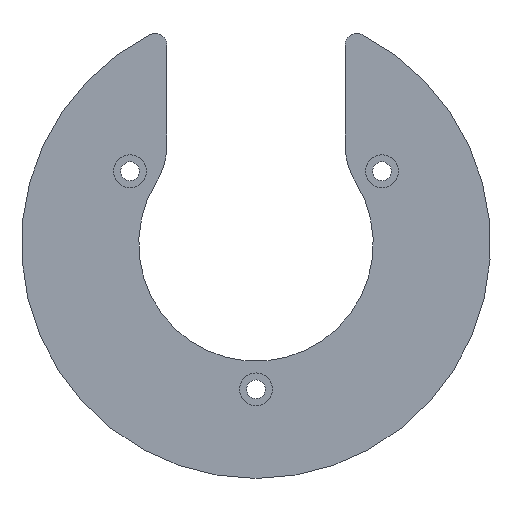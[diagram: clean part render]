
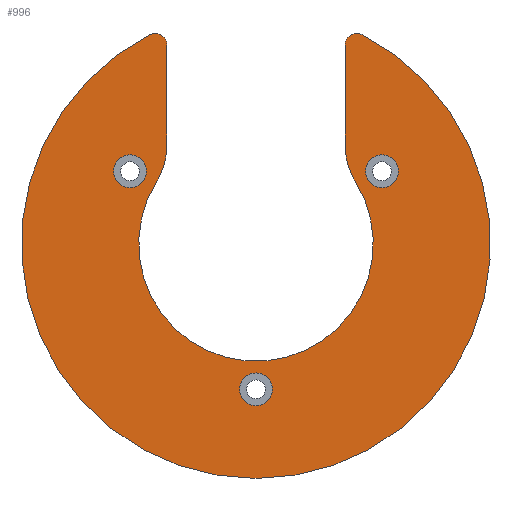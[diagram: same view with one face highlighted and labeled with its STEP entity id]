
A CAD part, front view. The second image highlights one B-rep face of the part: STEP entity #996.
In plain terms, the highlighted planar face has unit normal (0, -1, 0).
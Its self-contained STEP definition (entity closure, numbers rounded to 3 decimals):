
#3 = ORIENTED_EDGE ( 'NONE', *, *, #41, .T. ) ;
#6 = DIRECTION ( 'NONE',  ( 0., 0., 1. ) ) ;
#19 = CARTESIAN_POINT ( 'NONE',  ( -53.694, 0., 31. ) ) ;
#20 = CARTESIAN_POINT ( 'NONE',  ( -42.5, 0., 26.339 ) ) ;
#37 = DIRECTION ( 'NONE',  ( 0., 0., -1. ) ) ;
#41 = EDGE_CURVE ( 'NONE', #1042, #509, #207, .T. ) ;
#42 = AXIS2_PLACEMENT_3D ( 'NONE', #998, #190, #552 ) ;
#62 = VERTEX_POINT ( 'NONE', #286 ) ;
#70 = AXIS2_PLACEMENT_3D ( 'NONE', #944, #130, #496 ) ;
#88 = EDGE_CURVE ( 'NONE', #1011, #780, #955, .T. ) ;
#105 = DIRECTION ( 'NONE',  ( 0., -1., 0. ) ) ;
#106 = AXIS2_PLACEMENT_3D ( 'NONE', #922, #105, #469 ) ;
#117 = EDGE_LOOP ( 'NONE', ( #874, #1036, #3, #409, #1137, #202, #603, #966, #391 ) ) ;
#118 = DIRECTION ( 'NONE',  ( 0., 0., 1. ) ) ;
#120 = EDGE_CURVE ( 'NONE', #765, #355, #141, .T. ) ;
#130 = DIRECTION ( 'NONE',  ( 0., -1., 0. ) ) ;
#132 = EDGE_CURVE ( 'NONE', #509, #729, #771, .T. ) ;
#141 = CIRCLE ( 'NONE', #266, 7. ) ;
#157 = DIRECTION ( 'NONE',  ( 0., 0., 1. ) ) ;
#161 = EDGE_CURVE ( 'NONE', #62, #632, #467, .T. ) ;
#162 = DIRECTION ( 'NONE',  ( 0., 0., 1. ) ) ;
#169 = CIRCLE ( 'NONE', #681, 7. ) ;
#189 = AXIS2_PLACEMENT_3D ( 'NONE', #495, #857, #37 ) ;
#190 = DIRECTION ( 'NONE',  ( 0., 1., 0. ) ) ;
#195 = CARTESIAN_POINT ( 'NONE',  ( 45.263, 0., 89.17 ) ) ;
#202 = ORIENTED_EDGE ( 'NONE', *, *, #740, .T. ) ;
#207 = CIRCLE ( 'NONE', #42, 50. ) ;
#218 = CARTESIAN_POINT ( 'NONE',  ( 38., 0., 18.932 ) ) ;
#238 = DIRECTION ( 'NONE',  ( 0., 1., 0. ) ) ;
#239 = VERTEX_POINT ( 'NONE', #869 ) ;
#257 = CARTESIAN_POINT ( 'NONE',  ( -38., 0., 42.143 ) ) ;
#264 = DIRECTION ( 'NONE',  ( 0., 1., 0. ) ) ;
#266 = AXIS2_PLACEMENT_3D ( 'NONE', #291, #655, #1010 ) ;
#267 = CIRCLE ( 'NONE', #772, 7. ) ;
#272 = DIRECTION ( 'NONE',  ( 0., -1., 0. ) ) ;
#283 = EDGE_CURVE ( 'NONE', #729, #594, #614, .T. ) ;
#286 = CARTESIAN_POINT ( 'NONE',  ( 0., 0., -69. ) ) ;
#287 = AXIS2_PLACEMENT_3D ( 'NONE', #1044, #238, #600 ) ;
#291 = CARTESIAN_POINT ( 'NONE',  ( 53.694, 0., 31. ) ) ;
#296 = EDGE_CURVE ( 'NONE', #355, #765, #832, .T. ) ;
#302 = AXIS2_PLACEMENT_3D ( 'NONE', #463, #828, #6 ) ;
#312 = CARTESIAN_POINT ( 'NONE',  ( -38., 0., 84.711 ) ) ;
#318 = DIRECTION ( 'NONE',  ( 0., 0., 1. ) ) ;
#328 = FACE_OUTER_BOUND ( 'NONE', #117, .T. ) ;
#339 = EDGE_CURVE ( 'NONE', #442, #1011, #533, .T. ) ;
#342 = CARTESIAN_POINT ( 'NONE',  ( 42.5, 0., 26.339 ) ) ;
#347 = DIRECTION ( 'NONE',  ( 0., -1., 0. ) ) ;
#350 = ORIENTED_EDGE ( 'NONE', *, *, #296, .F. ) ;
#355 = VERTEX_POINT ( 'NONE', #809 ) ;
#360 = VECTOR ( 'NONE', #578, 1000. ) ;
#386 = DIRECTION ( 'NONE',  ( 0., -1., 0. ) ) ;
#391 = ORIENTED_EDGE ( 'NONE', *, *, #912, .T. ) ;
#409 = ORIENTED_EDGE ( 'NONE', *, *, #132, .T. ) ;
#411 = FACE_BOUND ( 'NONE', #1030, .T. ) ;
#442 = VERTEX_POINT ( 'NONE', #195 ) ;
#463 = CARTESIAN_POINT ( 'NONE',  ( 0., 0., 0. ) ) ;
#467 = CIRCLE ( 'NONE', #189, 7. ) ;
#469 = DIRECTION ( 'NONE',  ( 0., 0., 1. ) ) ;
#482 = EDGE_LOOP ( 'NONE', ( #935, #1176 ) ) ;
#483 = DIRECTION ( 'NONE',  ( 0., -1., 0. ) ) ;
#495 = CARTESIAN_POINT ( 'NONE',  ( 0., 0., -62. ) ) ;
#496 = DIRECTION ( 'NONE',  ( 0., 0., -1. ) ) ;
#509 = VERTEX_POINT ( 'NONE', #20 ) ;
#520 = ORIENTED_EDGE ( 'NONE', *, *, #899, .F. ) ;
#531 = CIRCLE ( 'NONE', #1034, 5. ) ;
#533 = CIRCLE ( 'NONE', #890, 100. ) ;
#540 = VERTEX_POINT ( 'NONE', #756 ) ;
#552 = DIRECTION ( 'NONE',  ( 0., 0., 1. ) ) ;
#575 = EDGE_CURVE ( 'NONE', #1141, #540, #1026, .T. ) ;
#578 = DIRECTION ( 'NONE',  ( 0., 0., -1. ) ) ;
#583 = EDGE_LOOP ( 'NONE', ( #1155, #350 ) ) ;
#594 = VERTEX_POINT ( 'NONE', #312 ) ;
#596 = CARTESIAN_POINT ( 'NONE',  ( -53.694, 0., 24. ) ) ;
#600 = DIRECTION ( 'NONE',  ( 0., 0., 1. ) ) ;
#603 = ORIENTED_EDGE ( 'NONE', *, *, #88, .F. ) ;
#614 = LINE ( 'NONE', #969, #741 ) ;
#616 = EDGE_CURVE ( 'NONE', #540, #1042, #958, .T. ) ;
#619 = CARTESIAN_POINT ( 'NONE',  ( -43., 0., 84.711 ) ) ;
#628 = DIRECTION ( 'NONE',  ( 0., 0., 1. ) ) ;
#632 = VERTEX_POINT ( 'NONE', #946 ) ;
#634 = DIRECTION ( 'NONE',  ( 0., 0., -1. ) ) ;
#636 = CARTESIAN_POINT ( 'NONE',  ( 38., 0., 84.711 ) ) ;
#649 = CIRCLE ( 'NONE', #940, 5. ) ;
#655 = DIRECTION ( 'NONE',  ( 0., -1., 0. ) ) ;
#660 = VERTEX_POINT ( 'NONE', #596 ) ;
#681 = AXIS2_PLACEMENT_3D ( 'NONE', #19, #386, #751 ) ;
#692 = PLANE ( 'NONE',  #287 ) ;
#711 = DIRECTION ( 'NONE',  ( 0., 0., -1. ) ) ;
#722 = CARTESIAN_POINT ( 'NONE',  ( -45.263, 0., 89.17 ) ) ;
#729 = VERTEX_POINT ( 'NONE', #257 ) ;
#740 = EDGE_CURVE ( 'NONE', #594, #780, #649, .T. ) ;
#741 = VECTOR ( 'NONE', #157, 1000. ) ;
#743 = CIRCLE ( 'NONE', #70, 7. ) ;
#751 = DIRECTION ( 'NONE',  ( 0., 0., -1. ) ) ;
#755 = ORIENTED_EDGE ( 'NONE', *, *, #951, .F. ) ;
#756 = CARTESIAN_POINT ( 'NONE',  ( 38., 0., 42.143 ) ) ;
#758 = AXIS2_PLACEMENT_3D ( 'NONE', #766, #1124, #318 ) ;
#765 = VERTEX_POINT ( 'NONE', #981 ) ;
#766 = CARTESIAN_POINT ( 'NONE',  ( 68., 0., 42.143 ) ) ;
#771 = CIRCLE ( 'NONE', #106, 30. ) ;
#772 = AXIS2_PLACEMENT_3D ( 'NONE', #1077, #272, #634 ) ;
#779 = FACE_BOUND ( 'NONE', #583, .T. ) ;
#780 = VERTEX_POINT ( 'NONE', #722 ) ;
#786 = EDGE_CURVE ( 'NONE', #632, #62, #267, .T. ) ;
#809 = CARTESIAN_POINT ( 'NONE',  ( 53.694, 0., 38. ) ) ;
#828 = DIRECTION ( 'NONE',  ( 0., 1., 0. ) ) ;
#832 = CIRCLE ( 'NONE', #1092, 7. ) ;
#857 = DIRECTION ( 'NONE',  ( 0., -1., 0. ) ) ;
#869 = CARTESIAN_POINT ( 'NONE',  ( -53.694, 0., 38. ) ) ;
#874 = ORIENTED_EDGE ( 'NONE', *, *, #575, .T. ) ;
#890 = AXIS2_PLACEMENT_3D ( 'NONE', #1071, #264, #628 ) ;
#899 = EDGE_CURVE ( 'NONE', #660, #239, #169, .T. ) ;
#912 = EDGE_CURVE ( 'NONE', #442, #1141, #531, .T. ) ;
#922 = CARTESIAN_POINT ( 'NONE',  ( -68., 0., 42.143 ) ) ;
#935 = ORIENTED_EDGE ( 'NONE', *, *, #161, .F. ) ;
#940 = AXIS2_PLACEMENT_3D ( 'NONE', #619, #972, #162 ) ;
#944 = CARTESIAN_POINT ( 'NONE',  ( -53.694, 0., 31. ) ) ;
#946 = CARTESIAN_POINT ( 'NONE',  ( 0., 0., -55. ) ) ;
#951 = EDGE_CURVE ( 'NONE', #239, #660, #743, .T. ) ;
#955 = CIRCLE ( 'NONE', #302, 100. ) ;
#958 = CIRCLE ( 'NONE', #758, 30. ) ;
#966 = ORIENTED_EDGE ( 'NONE', *, *, #339, .F. ) ;
#969 = CARTESIAN_POINT ( 'NONE',  ( -38., 0., 18.932 ) ) ;
#972 = DIRECTION ( 'NONE',  ( 0., -1., 0. ) ) ;
#981 = CARTESIAN_POINT ( 'NONE',  ( 53.694, 0., 24. ) ) ;
#996 = ADVANCED_FACE ( 'NONE', ( #411, #779, #1136, #328 ), #692, .F. ) ;
#998 = CARTESIAN_POINT ( 'NONE',  ( 0., 0., 0. ) ) ;
#1010 = DIRECTION ( 'NONE',  ( 0., 0., -1. ) ) ;
#1011 = VERTEX_POINT ( 'NONE', #1143 ) ;
#1018 = CARTESIAN_POINT ( 'NONE',  ( 43., 0., 84.711 ) ) ;
#1026 = LINE ( 'NONE', #218, #360 ) ;
#1030 = EDGE_LOOP ( 'NONE', ( #520, #755 ) ) ;
#1034 = AXIS2_PLACEMENT_3D ( 'NONE', #1018, #483, #118 ) ;
#1036 = ORIENTED_EDGE ( 'NONE', *, *, #616, .T. ) ;
#1042 = VERTEX_POINT ( 'NONE', #342 ) ;
#1044 = CARTESIAN_POINT ( 'NONE',  ( 0., 0., 0. ) ) ;
#1071 = CARTESIAN_POINT ( 'NONE',  ( 0., 0., 0. ) ) ;
#1077 = CARTESIAN_POINT ( 'NONE',  ( 0., 0., -62. ) ) ;
#1092 = AXIS2_PLACEMENT_3D ( 'NONE', #1158, #347, #711 ) ;
#1124 = DIRECTION ( 'NONE',  ( 0., -1., 0. ) ) ;
#1136 = FACE_BOUND ( 'NONE', #482, .T. ) ;
#1137 = ORIENTED_EDGE ( 'NONE', *, *, #283, .T. ) ;
#1141 = VERTEX_POINT ( 'NONE', #636 ) ;
#1143 = CARTESIAN_POINT ( 'NONE',  ( 0., 0., -100. ) ) ;
#1155 = ORIENTED_EDGE ( 'NONE', *, *, #120, .F. ) ;
#1158 = CARTESIAN_POINT ( 'NONE',  ( 53.694, 0., 31. ) ) ;
#1176 = ORIENTED_EDGE ( 'NONE', *, *, #786, .F. ) ;
